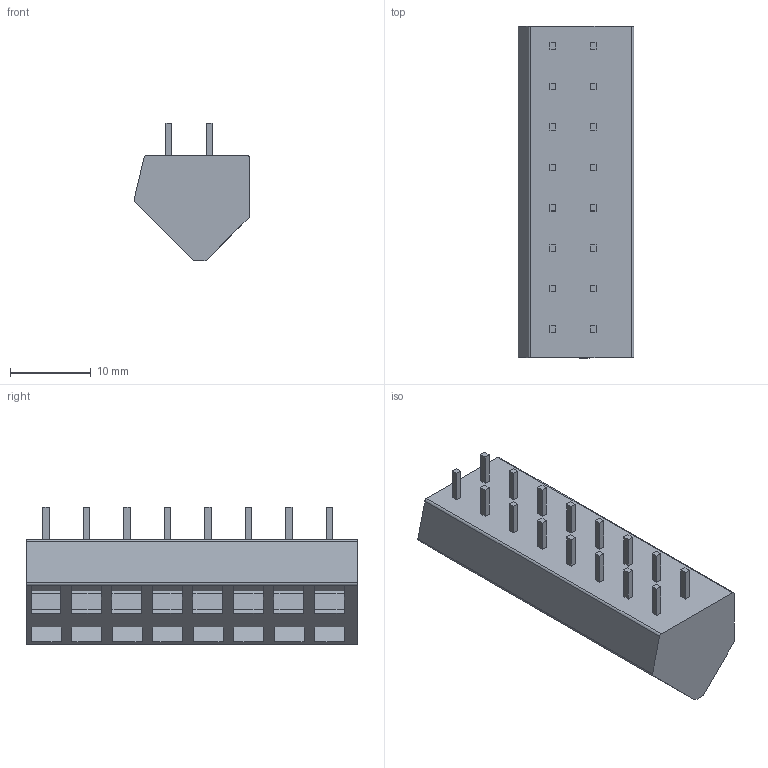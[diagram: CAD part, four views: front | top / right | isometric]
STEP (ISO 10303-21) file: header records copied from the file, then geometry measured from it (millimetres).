
FILE_DESCRIPTION((''),'2;1');
FILE_NAME('PRT0001','2024-09-29T17:00:09',('tluser'),(''),'CREO PARAMETRIC BY PTC INC, 2018100','CREO PARAMETRIC BY PTC INC, 2018100','');
FILE_SCHEMA(('CONFIG_CONTROL_DESIGN'));
Length unit declared in the file: millimetre
Products named in the file (1): PRT0001
Bounding box: 14.27 x 41 x 17 mm (x, y, z)
Volume: 5138.2 mm3; surface area: 3053.1 mm2
Topology: 1 solids, 1 shells, 262 faces, 628 edges, 408 vertices
Faces by surface type: plane 256, cylinder 6
Entity records: 7446 total; most frequent: CARTESIAN_POINT 1298, ORIENTED_EDGE 1256, DIRECTION 1164, EDGE_CURVE 628, VECTOR 616, LINE 616, VERTEX_POINT 408, EDGE_LOOP 302
